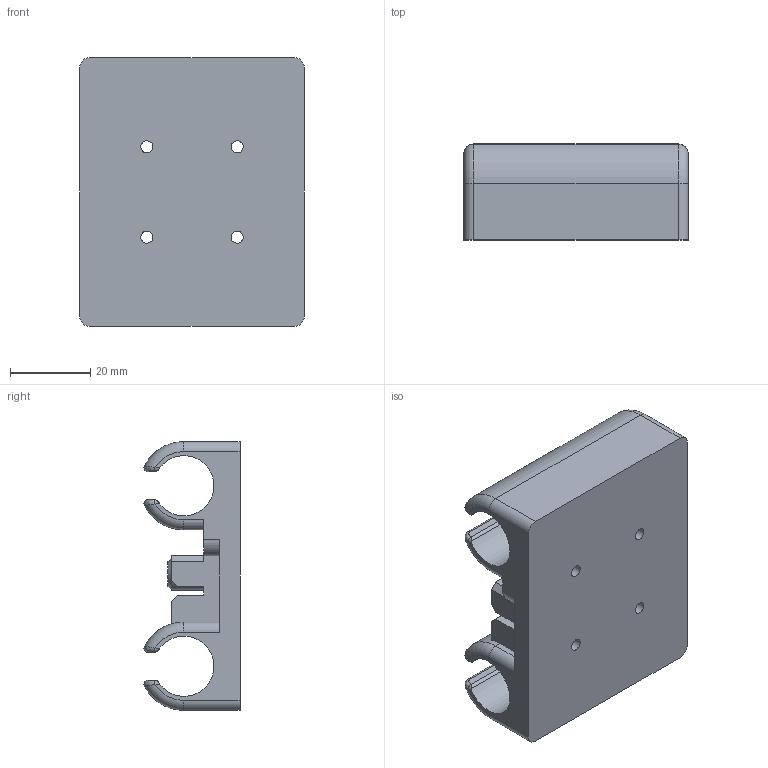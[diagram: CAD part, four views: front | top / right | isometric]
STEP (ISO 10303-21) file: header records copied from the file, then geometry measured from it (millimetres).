
FILE_DESCRIPTION(/* description */ (''),/* implementation_level */ '2;1');
FILE_NAME(/* name */ 'X-Carriage.step',/* time_stamp */ '2017-09-03T13:11:20+01:00',/* author */ (''),/* organization */ (''),/* preprocessor_version */ 'ST-DEVELOPER v16.13',/* originating_system */ 'Autodesk Translation Framework v6.1.1.50',/* authorisation */ '');
FILE_SCHEMA (('AUTOMOTIVE_DESIGN { 1 0 10303 214 3 1 1 }'));
Length unit declared in the file: millimetre
Products named in the file (1): X carriage bearing clamp v6
Bounding box: 56 x 23.93 x 67 mm (x, y, z)
Volume: 45360.4 mm3; surface area: 18354.2 mm2
Topology: 1 solids, 1 shells, 154 faces, 400 edges, 250 vertices
Faces by surface type: plane 98, cylinder 38, bspline 8, torus 8, cone 2
Full cylindrical faces by diameter (mm): 3 x4, 8 x2
Entity records: 4924 total; most frequent: CARTESIAN_POINT 1189, ORIENTED_EDGE 776, DIRECTION 748, EDGE_CURVE 388, LINE 274, VECTOR 274, VERTEX_POINT 246, AXIS2_PLACEMENT_3D 237
